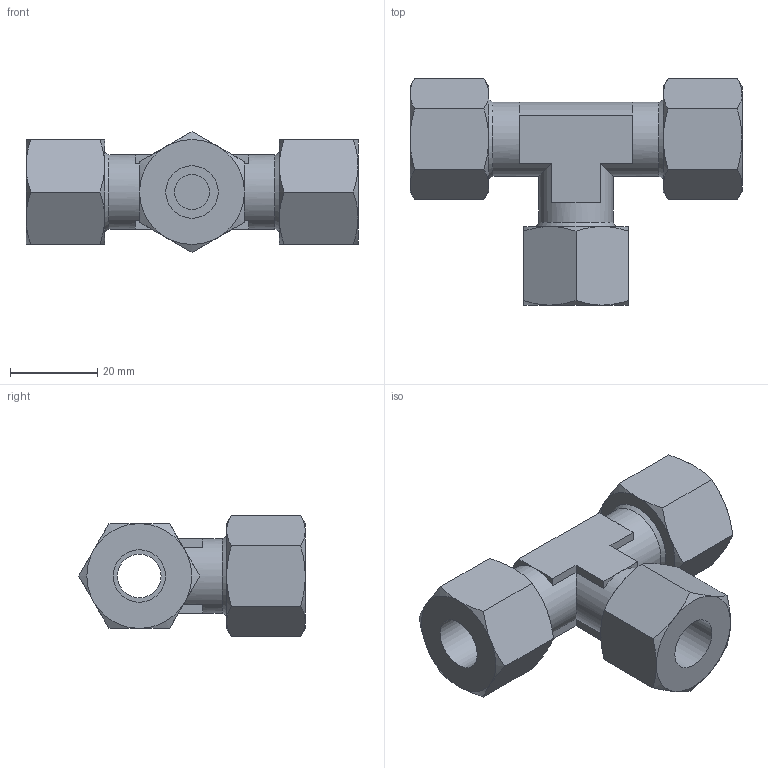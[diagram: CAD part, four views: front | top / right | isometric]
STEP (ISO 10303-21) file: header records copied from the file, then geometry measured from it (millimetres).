
FILE_DESCRIPTION( ( 'STEP AP214' ), '1' );
FILE_NAME( 'HAWE_WV_12__S.stp', '2019-09-13T12:05:58', ( '' ), ( '' ), ' ', 'PARTsolutions', ' ' );
FILE_SCHEMA( ( 'AUTOMOTIVE_DESIGN { 1 0 10303 214 1 1 1 1 }' ) );
Length unit declared in the file: millimetre
Products named in the file (1): _HAWE WV 12  S
Bounding box: 76 x 51.86 x 27.71 mm (x, y, z)
Volume: 30202.7 mm3; surface area: 12682.8 mm2
Topology: 1 solids, 1 shells, 98 faces, 214 edges, 125 vertices
Faces by surface type: plane 50, cone 39, cylinder 9
Full cylindrical faces by diameter (mm): 8 x1, 10 x1, 12 x3, 17 x3
Entity records: 3652 total; most frequent: CARTESIAN_POINT 857, ORIENTED_EDGE 404, DIRECTION 398, EDGE_CURVE 202, AXIS2_PLACEMENT_3D 169, VERTEX_POINT 124, EDGE_LOOP 118, FACE_OUTER_BOUND 106
